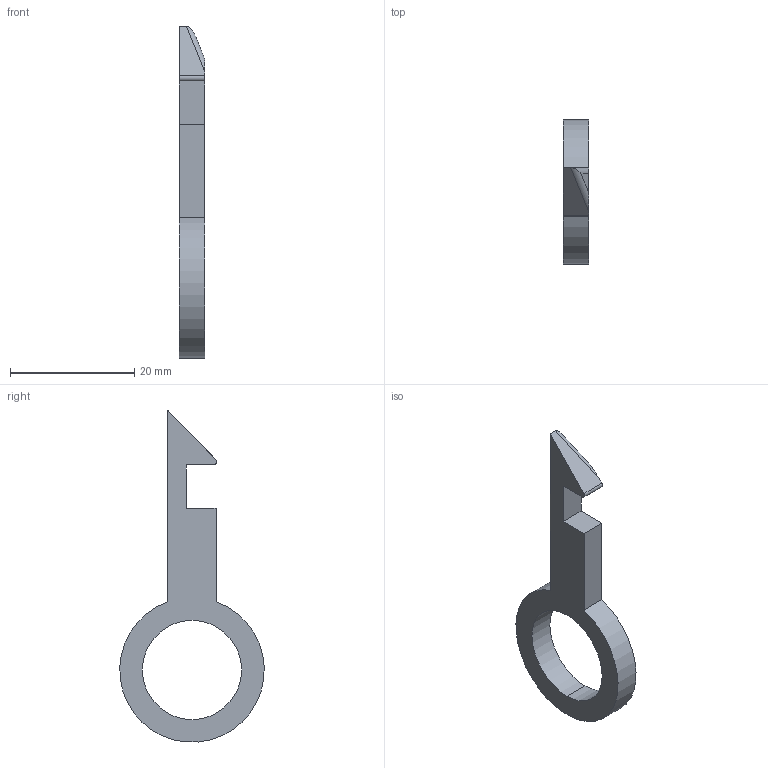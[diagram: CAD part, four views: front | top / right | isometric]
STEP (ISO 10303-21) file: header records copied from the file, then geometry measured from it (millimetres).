
FILE_DESCRIPTION (( 'STEP AP214' ), '1' );
FILE_NAME ('latch.STEP', '2023-06-09T18:39:30', ( '' ), ( '' ), 'SwSTEP 2.0', 'SolidWorks 2022', '' );
FILE_SCHEMA (( 'AUTOMOTIVE_DESIGN' ));
Length unit declared in the file: millimetre
Products named in the file (1): latch
Bounding box: 4.1 x 23.28 x 53.53 mm (x, y, z)
Volume: 1613.9 mm3; surface area: 1553.8 mm2
Topology: 1 solids, 1 shells, 15 faces, 38 edges, 25 vertices
Faces by surface type: plane 9, cylinder 6
Entity records: 490 total; most frequent: CARTESIAN_POINT 88, ORIENTED_EDGE 76, DIRECTION 75, EDGE_CURVE 38, LINE 27, VECTOR 27, VERTEX_POINT 25, AXIS2_PLACEMENT_3D 24
